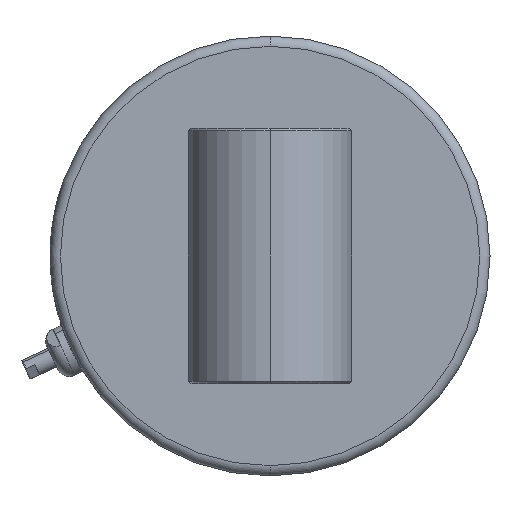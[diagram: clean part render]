
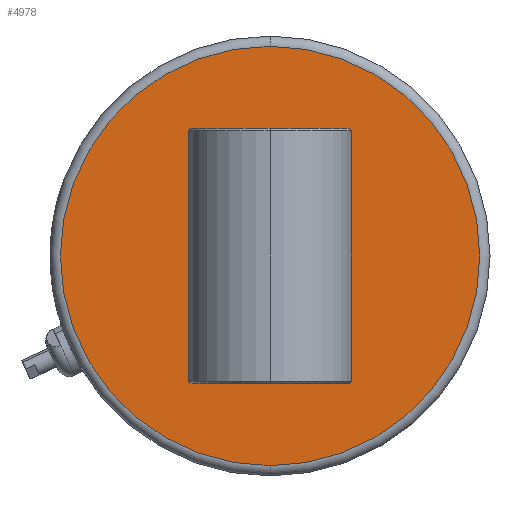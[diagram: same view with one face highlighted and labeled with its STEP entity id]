
A CAD part, left-side view. The second image highlights one B-rep face of the part: STEP entity #4978.
In plain terms, the highlighted planar face has unit normal (-1, 0, 0).
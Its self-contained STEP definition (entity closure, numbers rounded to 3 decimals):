
#15 = VERTEX_POINT ( 'NONE', #22458 ) ;
#412 = ORIENTED_EDGE ( 'NONE', *, *, #1492, .T. ) ;
#445 = EDGE_CURVE ( 'NONE', #24628, #15, #4630, .T. ) ;
#927 = VECTOR ( 'NONE', #21229, 1000. ) ;
#934 = CARTESIAN_POINT ( 'NONE',  ( -61.5, 16., -25. ) ) ;
#1492 = EDGE_CURVE ( 'NONE', #16112, #17751, #25413, .T. ) ;
#2128 = EDGE_CURVE ( 'NONE', #12019, #16112, #12600, .T. ) ;
#2168 = CARTESIAN_POINT ( 'NONE',  ( -61.5, 0., 0. ) ) ;
#2169 = LINE ( 'NONE', #9132, #3573 ) ;
#2241 = VECTOR ( 'NONE', #21300, 1000. ) ;
#2314 = DIRECTION ( 'NONE',  ( 0., 1., 0. ) ) ;
#2445 = CARTESIAN_POINT ( 'NONE',  ( -61.5, -15.5, -25. ) ) ;
#2569 = CIRCLE ( 'NONE', #6304, 41. ) ;
#3032 = VECTOR ( 'NONE', #25384, 1000. ) ;
#3229 = AXIS2_PLACEMENT_3D ( 'NONE', #17818, #13338, #24599 ) ;
#3495 = LINE ( 'NONE', #8005, #2241 ) ;
#3573 = VECTOR ( 'NONE', #2314, 1000. ) ;
#3597 = FACE_BOUND ( 'NONE', #12627, .T. ) ;
#4256 = AXIS2_PLACEMENT_3D ( 'NONE', #14326, #9983, #12017 ) ;
#4630 = CIRCLE ( 'NONE', #3229, 41. ) ;
#4823 = LINE ( 'NONE', #7152, #28065 ) ;
#4978 = ADVANCED_FACE ( 'NONE', ( #18805, #3597 ), #12445, .F. ) ;
#5761 = VERTEX_POINT ( 'NONE', #19341 ) ;
#6304 = AXIS2_PLACEMENT_3D ( 'NONE', #2168, #8708, #24452 ) ;
#6451 = VECTOR ( 'NONE', #19546, 1000. ) ;
#6625 = EDGE_CURVE ( 'NONE', #23836, #12019, #3495, .T. ) ;
#7152 = CARTESIAN_POINT ( 'NONE',  ( -61.5, 41.75, 1.25 ) ) ;
#7686 = ORIENTED_EDGE ( 'NONE', *, *, #2128, .T. ) ;
#7771 = LINE ( 'NONE', #934, #3032 ) ;
#7883 = DIRECTION ( 'NONE',  ( 0., 0., -1. ) ) ;
#8005 = CARTESIAN_POINT ( 'NONE',  ( -61.5, 1.25, 41.75 ) ) ;
#8708 = DIRECTION ( 'NONE',  ( -1., 0., 0. ) ) ;
#9132 = CARTESIAN_POINT ( 'NONE',  ( -61.5, 16., 25. ) ) ;
#9977 = ORIENTED_EDGE ( 'NONE', *, *, #20550, .T. ) ;
#9983 = DIRECTION ( 'NONE',  ( 1., 0., 0. ) ) ;
#10021 = EDGE_CURVE ( 'NONE', #23836, #20768, #2169, .T. ) ;
#10251 = CARTESIAN_POINT ( 'NONE',  ( -61.5, 1.25, -41.75 ) ) ;
#10878 = CARTESIAN_POINT ( 'NONE',  ( -61.5, -15.5, 25. ) ) ;
#10958 = CARTESIAN_POINT ( 'NONE',  ( -61.5, 16., 24.5 ) ) ;
#11356 = VERTEX_POINT ( 'NONE', #10958 ) ;
#11707 = VERTEX_POINT ( 'NONE', #22598 ) ;
#12010 = EDGE_CURVE ( 'NONE', #17751, #11707, #7771, .T. ) ;
#12017 = DIRECTION ( 'NONE',  ( 0., 0., -1. ) ) ;
#12019 = VERTEX_POINT ( 'NONE', #23098 ) ;
#12213 = CARTESIAN_POINT ( 'NONE',  ( -61.5, 16., 25. ) ) ;
#12445 = PLANE ( 'NONE',  #4256 ) ;
#12600 = LINE ( 'NONE', #14774, #28222 ) ;
#12627 = EDGE_LOOP ( 'NONE', ( #19997, #9977, #17036, #19500, #7686, #412, #25221, #25151 ) ) ;
#12822 = EDGE_CURVE ( 'NONE', #11356, #5761, #19018, .T. ) ;
#13338 = DIRECTION ( 'NONE',  ( -1., 0., 0. ) ) ;
#13575 = CARTESIAN_POINT ( 'NONE',  ( -61.5, 0., 41. ) ) ;
#14326 = CARTESIAN_POINT ( 'NONE',  ( -61.5, 43., 0. ) ) ;
#14774 = CARTESIAN_POINT ( 'NONE',  ( -61.5, -16., 25. ) ) ;
#15766 = EDGE_CURVE ( 'NONE', #15, #24628, #2569, .T. ) ;
#16112 = VERTEX_POINT ( 'NONE', #21051 ) ;
#16727 = CARTESIAN_POINT ( 'NONE',  ( -61.5, 15.5, 25. ) ) ;
#16792 = ORIENTED_EDGE ( 'NONE', *, *, #15766, .T. ) ;
#16800 = DIRECTION ( 'NONE',  ( 0., 0., -1. ) ) ;
#17036 = ORIENTED_EDGE ( 'NONE', *, *, #10021, .F. ) ;
#17229 = LINE ( 'NONE', #17367, #6451 ) ;
#17367 = CARTESIAN_POINT ( 'NONE',  ( -61.5, 41.75, -1.25 ) ) ;
#17751 = VERTEX_POINT ( 'NONE', #2445 ) ;
#17818 = CARTESIAN_POINT ( 'NONE',  ( -61.5, 0., 0. ) ) ;
#18805 = FACE_OUTER_BOUND ( 'NONE', #24701, .T. ) ;
#19018 = LINE ( 'NONE', #12213, #19480 ) ;
#19341 = CARTESIAN_POINT ( 'NONE',  ( -61.5, 16., -24.5 ) ) ;
#19480 = VECTOR ( 'NONE', #7883, 1000. ) ;
#19500 = ORIENTED_EDGE ( 'NONE', *, *, #6625, .T. ) ;
#19546 = DIRECTION ( 'NONE',  ( 0., -0.707, 0.707 ) ) ;
#19997 = ORIENTED_EDGE ( 'NONE', *, *, #12822, .F. ) ;
#20550 = EDGE_CURVE ( 'NONE', #11356, #20768, #17229, .T. ) ;
#20768 = VERTEX_POINT ( 'NONE', #16727 ) ;
#21051 = CARTESIAN_POINT ( 'NONE',  ( -61.5, -16., -24.5 ) ) ;
#21229 = DIRECTION ( 'NONE',  ( 0., 0.707, -0.707 ) ) ;
#21300 = DIRECTION ( 'NONE',  ( 0., -0.707, -0.707 ) ) ;
#22458 = CARTESIAN_POINT ( 'NONE',  ( -61.5, 0., -41. ) ) ;
#22598 = CARTESIAN_POINT ( 'NONE',  ( -61.5, 15.5, -25. ) ) ;
#23098 = CARTESIAN_POINT ( 'NONE',  ( -61.5, -16., 24.5 ) ) ;
#23836 = VERTEX_POINT ( 'NONE', #10878 ) ;
#24452 = DIRECTION ( 'NONE',  ( 0., 0., -1. ) ) ;
#24599 = DIRECTION ( 'NONE',  ( 0., 0., -1. ) ) ;
#24628 = VERTEX_POINT ( 'NONE', #13575 ) ;
#24701 = EDGE_LOOP ( 'NONE', ( #16792, #28204 ) ) ;
#24772 = DIRECTION ( 'NONE',  ( 0., 0.707, 0.707 ) ) ;
#25151 = ORIENTED_EDGE ( 'NONE', *, *, #26412, .T. ) ;
#25221 = ORIENTED_EDGE ( 'NONE', *, *, #12010, .T. ) ;
#25384 = DIRECTION ( 'NONE',  ( 0., 1., 0. ) ) ;
#25413 = LINE ( 'NONE', #10251, #927 ) ;
#26412 = EDGE_CURVE ( 'NONE', #11707, #5761, #4823, .T. ) ;
#28065 = VECTOR ( 'NONE', #24772, 1000. ) ;
#28204 = ORIENTED_EDGE ( 'NONE', *, *, #445, .T. ) ;
#28222 = VECTOR ( 'NONE', #16800, 1000. ) ;
